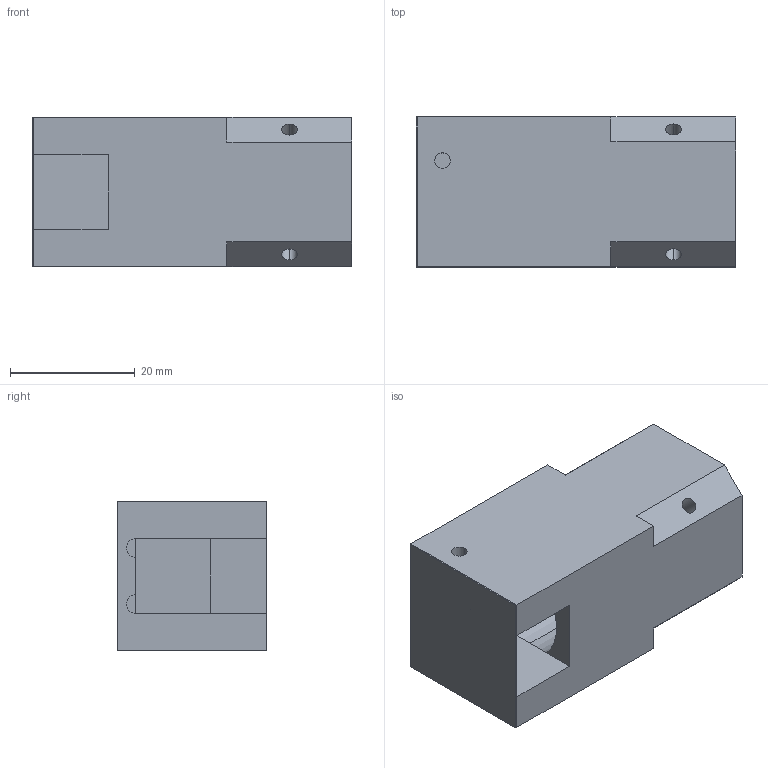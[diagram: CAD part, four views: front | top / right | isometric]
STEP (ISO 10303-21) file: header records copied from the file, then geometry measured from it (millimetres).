
FILE_DESCRIPTION (( 'STEP AP203' ), '1' );
FILE_NAME ('XF-ADL90-20D-3.2.STEP', '2016-07-27T02:32:43', ( 'Lxtx999.CoM' ), ( 'Lxtx999.CoM' ), 'SwSTEP 2.0', 'SolidWorks 2014', '' );
FILE_SCHEMA (( 'CONFIG_CONTROL_DESIGN' ));
Length unit declared in the file: millimetre
Products named in the file (4): XF-ADL90-22D-2.5-02詩え-20150408V5; XF-ADL90-20D-3.2; XF-ADL90-20D-3.2-01翋极-20160727V5; J-MR12-01-斜边反射直角反射棱镜-20151019V5
Assembly tree (3 placements, depth 2):
  XF-ADL90-20D-3.2
    XF-ADL90-20D-3.2-01翋极-20160727V5
    J-MR12-01-斜边反射直角反射棱镜-20151019V5
    XF-ADL90-22D-2.5-02詩え-20150408V5
Bounding box: 51.2 x 24 x 24 mm (x, y, z)
Volume: 15467 mm3; surface area: 10300.2 mm2
Topology: 3 solids, 3 shells, 52 faces, 133 edges, 87 vertices
Faces by surface type: plane 34, cylinder 18
Entity records: 2148 total; most frequent: CARTESIAN_POINT 430, DIRECTION 274, ORIENTED_EDGE 266, EDGE_CURVE 133, VECTOR 92, LINE 92, AXIS2_PLACEMENT_3D 91, VERTEX_POINT 87
